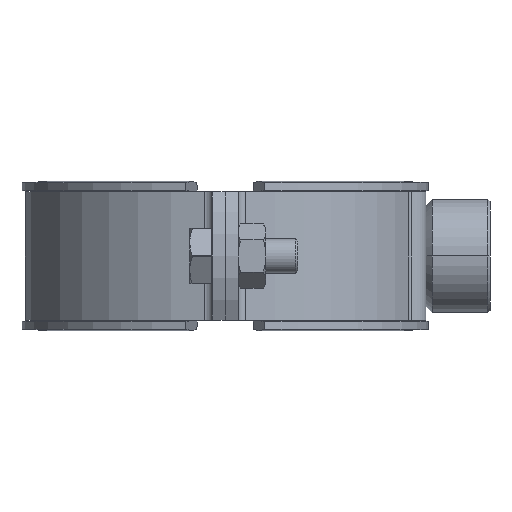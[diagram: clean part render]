
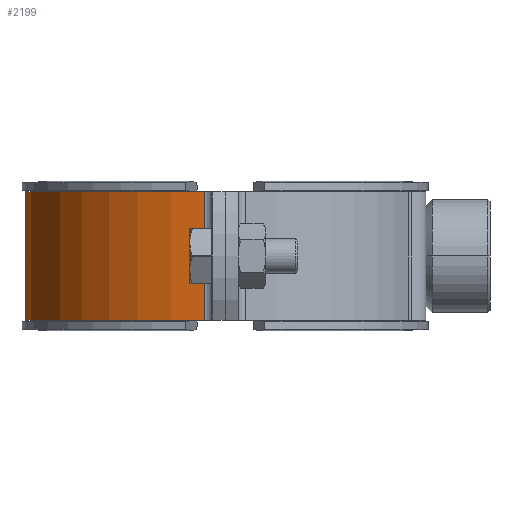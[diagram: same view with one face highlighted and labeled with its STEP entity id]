
A CAD part, left-side view. The second image highlights one B-rep face of the part: STEP entity #2199.
In plain terms, the highlighted cylindrical face has radius 47 mm (diameter 94 mm), a partial arc.
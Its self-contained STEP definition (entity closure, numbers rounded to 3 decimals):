
#22 = DIRECTION ( 'NONE',  ( 0., 0., -1. ) ) ;
#637 = VERTEX_POINT ( 'NONE', #1363 ) ;
#871 = CIRCLE ( 'NONE', #874, 47. ) ;
#874 = AXIS2_PLACEMENT_3D ( 'NONE', #2108, #4103, #6014 ) ;
#1006 = CARTESIAN_POINT ( 'NONE',  ( -46.755, -4.796, -15. ) ) ;
#1344 = VERTEX_POINT ( 'NONE', #6464 ) ;
#1363 = CARTESIAN_POINT ( 'NONE',  ( -46.755, -4.796, 15. ) ) ;
#2081 = AXIS2_PLACEMENT_3D ( 'NONE', #5326, #5325, #5320 ) ;
#2108 = CARTESIAN_POINT ( 'NONE',  ( 0., 0., 15. ) ) ;
#2199 = ADVANCED_FACE ( 'NONE', ( #5333 ), #5331, .T. ) ;
#2471 = EDGE_CURVE ( 'NONE', #4916, #2478, #2568, .T. ) ;
#2478 = VERTEX_POINT ( 'NONE', #4769 ) ;
#2568 = CIRCLE ( 'NONE', #2580, 47. ) ;
#2580 = AXIS2_PLACEMENT_3D ( 'NONE', #4780, #4778, #4776 ) ;
#2599 = LINE ( 'NONE', #4597, #3020 ) ;
#2672 = EDGE_CURVE ( 'NONE', #637, #4916, #4376, .T. ) ;
#2849 = VECTOR ( 'NONE', #4367, 1000. ) ;
#3020 = VECTOR ( 'NONE', #22, 1000. ) ;
#4103 = DIRECTION ( 'NONE',  ( 0., 0., 1. ) ) ;
#4367 = DIRECTION ( 'NONE',  ( 0., 0., -1. ) ) ;
#4369 = CARTESIAN_POINT ( 'NONE',  ( -46.755, -4.796, 15. ) ) ;
#4376 = LINE ( 'NONE', #4369, #2849 ) ;
#4381 = ORIENTED_EDGE ( 'NONE', *, *, #2672, .T. ) ;
#4391 = ORIENTED_EDGE ( 'NONE', *, *, #6404, .F. ) ;
#4392 = ORIENTED_EDGE ( 'NONE', *, *, #6010, .F. ) ;
#4397 = ORIENTED_EDGE ( 'NONE', *, *, #2471, .T. ) ;
#4597 = CARTESIAN_POINT ( 'NONE',  ( 46.755, -4.796, 15. ) ) ;
#4769 = CARTESIAN_POINT ( 'NONE',  ( 46.755, -4.796, -15. ) ) ;
#4776 = DIRECTION ( 'NONE',  ( 1., 0., 0. ) ) ;
#4778 = DIRECTION ( 'NONE',  ( 0., 0., 1. ) ) ;
#4780 = CARTESIAN_POINT ( 'NONE',  ( 0., 0., -15. ) ) ;
#4916 = VERTEX_POINT ( 'NONE', #1006 ) ;
#5320 = DIRECTION ( 'NONE',  ( -1., 0., 0. ) ) ;
#5325 = DIRECTION ( 'NONE',  ( 0., 0., -1. ) ) ;
#5326 = CARTESIAN_POINT ( 'NONE',  ( 0., 0., 15. ) ) ;
#5331 = CYLINDRICAL_SURFACE ( 'NONE', #2081, 47. ) ;
#5333 = FACE_OUTER_BOUND ( 'NONE', #5435, .T. ) ;
#5435 = EDGE_LOOP ( 'NONE', ( #4397, #4392, #4391, #4381 ) ) ;
#6010 = EDGE_CURVE ( 'NONE', #1344, #2478, #2599, .T. ) ;
#6014 = DIRECTION ( 'NONE',  ( 1., 0., 0. ) ) ;
#6404 = EDGE_CURVE ( 'NONE', #637, #1344, #871, .T. ) ;
#6464 = CARTESIAN_POINT ( 'NONE',  ( 46.755, -4.796, 15. ) ) ;
